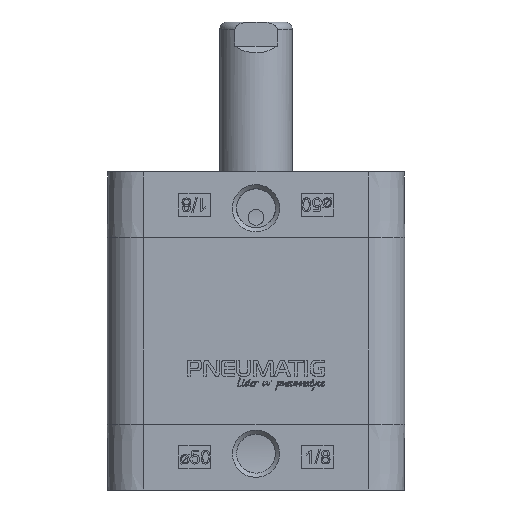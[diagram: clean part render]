
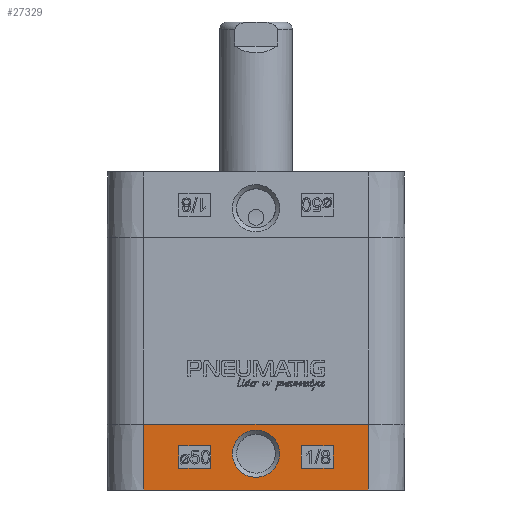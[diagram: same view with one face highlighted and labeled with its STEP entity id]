
A CAD part, left-side view. The second image highlights one B-rep face of the part: STEP entity #27329.
In plain terms, the highlighted planar face has unit normal (-1, 0, -0.009).
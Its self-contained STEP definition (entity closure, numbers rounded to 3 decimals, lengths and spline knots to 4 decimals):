
#972=FACE_BOUND($,#4635,.T.);
#973=FACE_BOUND($,#4636,.T.);
#974=FACE_BOUND($,#4637,.T.);
#1448=PLANE($,#28616);
#2922=FACE_OUTER_BOUND($,#4634,.T.);
#4634=EDGE_LOOP($,(#24721,#24722,#24723,#24724));
#4635=EDGE_LOOP($,(#24725,#24726,#24727,#24728));
#4636=EDGE_LOOP($,(#24729,#24730,#24731,#24732));
#4637=EDGE_LOOP($,(#24733));
#6407=LINE($,#53586,#8410);
#6498=LINE($,#53901,#8501);
#6669=LINE($,#55199,#8672);
#6671=LINE($,#55203,#8674);
#6673=LINE($,#55207,#8676);
#6675=LINE($,#55210,#8678);
#6677=LINE($,#55216,#8680);
#6679=LINE($,#55220,#8682);
#6681=LINE($,#55224,#8684);
#6683=LINE($,#55227,#8686);
#6685=LINE($,#55359,#8688);
#6686=LINE($,#55360,#8689);
#8410=VECTOR($,#32308,4.95);
#8501=VECTOR($,#32609,4.95);
#8672=VECTOR($,#32932,0.5);
#8674=VECTOR($,#32936,0.7);
#8676=VECTOR($,#32940,0.5);
#8678=VECTOR($,#32944,0.7);
#8680=VECTOR($,#32950,0.5);
#8682=VECTOR($,#32954,0.7);
#8684=VECTOR($,#32958,0.5);
#8686=VECTOR($,#32962,0.7);
#8688=VECTOR($,#32970,1.4501);
#8689=VECTOR($,#32971,1.4501);
#10303=B_SPLINE_CURVE_WITH_KNOTS($,3,(#55314,#55315,#55316,#55317,#55318,
#55319,#55320,#55321,#55322,#55323,#55324,#55325,#55326,#55327,#55328,#55329,
#55330,#55331,#55332,#55333,#55334,#55335,#55336,#55337,#55338,#55339,#55340,
#55341,#55342,#55343,#55344,#55345,#55346,#55347,#55348,#55349,#55350,#55351,
#55352,#55353,#55354,#55355,#55356),.UNSPECIFIED.,.T.,.F.,(4,3,3,3,3,3,
3,3,3,3,3,3,3,3,4),(0.,0.2329,0.4813,0.8309,
1.2398,1.4359,1.7545,1.9159,2.1598,
2.5394,2.9297,3.1203,3.4256,3.5849,
3.8177),.UNSPECIFIED.);
#12631=VERTEX_POINT($,#53583);
#12632=VERTEX_POINT($,#53585);
#12750=VERTEX_POINT($,#53898);
#12751=VERTEX_POINT($,#53900);
#12989=VERTEX_POINT($,#55196);
#12990=VERTEX_POINT($,#55198);
#12991=VERTEX_POINT($,#55202);
#12992=VERTEX_POINT($,#55206);
#12993=VERTEX_POINT($,#55213);
#12994=VERTEX_POINT($,#55215);
#12995=VERTEX_POINT($,#55219);
#12996=VERTEX_POINT($,#55223);
#12997=VERTEX_POINT($,#55269);
#16459=EDGE_CURVE($,#12632,#12631,#6407,.T.);
#16602=EDGE_CURVE($,#12751,#12750,#6498,.T.);
#16919=EDGE_CURVE($,#12990,#12989,#6669,.T.);
#16921=EDGE_CURVE($,#12991,#12990,#6671,.T.);
#16923=EDGE_CURVE($,#12992,#12991,#6673,.T.);
#16925=EDGE_CURVE($,#12989,#12992,#6675,.T.);
#16927=EDGE_CURVE($,#12994,#12993,#6677,.T.);
#16929=EDGE_CURVE($,#12995,#12994,#6679,.T.);
#16931=EDGE_CURVE($,#12996,#12995,#6681,.T.);
#16933=EDGE_CURVE($,#12993,#12996,#6683,.T.);
#16936=EDGE_CURVE($,#12997,#12997,#10303,.T.);
#16937=EDGE_CURVE($,#12751,#12631,#6685,.T.);
#16938=EDGE_CURVE($,#12750,#12632,#6686,.T.);
#24721=ORIENTED_EDGE($,*,*,#16459,.T.);
#24722=ORIENTED_EDGE($,*,*,#16937,.F.);
#24723=ORIENTED_EDGE($,*,*,#16602,.T.);
#24724=ORIENTED_EDGE($,*,*,#16938,.T.);
#24725=ORIENTED_EDGE($,*,*,#16919,.T.);
#24726=ORIENTED_EDGE($,*,*,#16925,.T.);
#24727=ORIENTED_EDGE($,*,*,#16923,.T.);
#24728=ORIENTED_EDGE($,*,*,#16921,.T.);
#24729=ORIENTED_EDGE($,*,*,#16927,.T.);
#24730=ORIENTED_EDGE($,*,*,#16933,.T.);
#24731=ORIENTED_EDGE($,*,*,#16931,.T.);
#24732=ORIENTED_EDGE($,*,*,#16929,.T.);
#24733=ORIENTED_EDGE($,*,*,#16936,.F.);
#27329=ADVANCED_FACE($,(#2922,#972,#973,#974),#1448,.T.);
#28616=AXIS2_PLACEMENT_3D($,#55358,#32968,#32969);
#32308=DIRECTION($,(0.,-1.,0.));
#32609=DIRECTION($,(0.,1.,0.));
#32932=DIRECTION($,(-0.009,0.,1.));
#32936=DIRECTION($,(0.,1.,0.));
#32940=DIRECTION($,(0.009,0.,-1.));
#32944=DIRECTION($,(0.,-1.,0.));
#32950=DIRECTION($,(-0.009,0.,1.));
#32954=DIRECTION($,(0.,1.,0.));
#32958=DIRECTION($,(0.009,0.,-1.));
#32962=DIRECTION($,(0.,-1.,0.));
#32968=DIRECTION('center_axis',(-1.,0.,-0.009));
#32969=DIRECTION('ref_axis',(-0.009,0.,
1.));
#32970=DIRECTION($,(0.009,0.,-1.));
#32971=DIRECTION($,(0.009,0.,-1.));
#53583=CARTESIAN_POINT('',(-3.2623,-2.475,-5.5));
#53585=CARTESIAN_POINT('',(-3.2623,2.475,-5.5));
#53586=CARTESIAN_POINT($,(-3.2623,2.475,-5.5));
#53898=CARTESIAN_POINT('',(-3.275,2.475,-4.05));
#53900=CARTESIAN_POINT('',(-3.275,-2.475,-4.05));
#53901=CARTESIAN_POINT($,(-3.275,-2.475,-4.05));
#55196=CARTESIAN_POINT('',(-3.2709,-1.,-4.525));
#55198=CARTESIAN_POINT('',(-3.2665,-1.,-5.025));
#55199=CARTESIAN_POINT($,(-3.2665,-1.,-5.025));
#55202=CARTESIAN_POINT('',(-3.2665,-1.7,-5.025));
#55203=CARTESIAN_POINT($,(-3.2665,-1.7,-5.025));
#55206=CARTESIAN_POINT('',(-3.2709,-1.7,-4.525));
#55207=CARTESIAN_POINT($,(-3.2709,-1.7,-4.525));
#55210=CARTESIAN_POINT($,(-3.2709,-1.,-4.525));
#55213=CARTESIAN_POINT('',(-3.2709,1.7,-4.525));
#55215=CARTESIAN_POINT('',(-3.2665,1.7,-5.025));
#55216=CARTESIAN_POINT($,(-3.2665,1.7,-5.025));
#55219=CARTESIAN_POINT('',(-3.2665,1.,-5.025));
#55220=CARTESIAN_POINT($,(-3.2665,1.,-5.025));
#55223=CARTESIAN_POINT('',(-3.2709,1.,-4.525));
#55224=CARTESIAN_POINT($,(-3.2709,1.,-4.525));
#55227=CARTESIAN_POINT($,(-3.2709,1.7,-4.525));
#55269=CARTESIAN_POINT('',(-3.2739,-0.0001,-4.1813));
#55314=CARTESIAN_POINT('Ctrl Pts',(-3.2648,-0.0003,
-5.2194));
#55315=CARTESIAN_POINT('Ctrl Pts',(-3.2648,-0.0779,
-5.2195));
#55316=CARTESIAN_POINT('Ctrl Pts',(-3.2649,-0.1577,
-5.2019));
#55317=CARTESIAN_POINT('Ctrl Pts',(-3.2652,-0.2256,
-5.1693));
#55318=CARTESIAN_POINT('Ctrl Pts',(-3.2655,-0.298,
-5.1344));
#55319=CARTESIAN_POINT('Ctrl Pts',(-3.2659,-0.3478,
-5.0908));
#55320=CARTESIAN_POINT('Ctrl Pts',(-3.2663,-0.3885,
-5.0445));
#55321=CARTESIAN_POINT('Ctrl Pts',(-3.2669,-0.4457,
-4.9792));
#55322=CARTESIAN_POINT('Ctrl Pts',(-3.2676,-0.4874,
-4.8995));
#55323=CARTESIAN_POINT('Ctrl Pts',(-3.2683,-0.5064,
-4.8164));
#55324=CARTESIAN_POINT('Ctrl Pts',(-3.2692,-0.5286,
-4.7192));
#55325=CARTESIAN_POINT('Ctrl Pts',(-3.2701,-0.5208,
-4.6133));
#55326=CARTESIAN_POINT('Ctrl Pts',(-3.2709,-0.4856,
-4.518));
#55327=CARTESIAN_POINT('Ctrl Pts',(-3.2713,-0.4688,
-4.4723));
#55328=CARTESIAN_POINT('Ctrl Pts',(-3.2717,-0.4442,
-4.424));
#55329=CARTESIAN_POINT('Ctrl Pts',(-3.2721,-0.4066,
-4.3768));
#55330=CARTESIAN_POINT('Ctrl Pts',(-3.2728,-0.3455,
-4.3001));
#55331=CARTESIAN_POINT('Ctrl Pts',(-3.2734,-0.2539,
-4.2371));
#55332=CARTESIAN_POINT('Ctrl Pts',(-3.2736,-0.1544,
-4.2056));
#55333=CARTESIAN_POINT('Ctrl Pts',(-3.2738,-0.104,
-4.1896));
#55334=CARTESIAN_POINT('Ctrl Pts',(-3.2739,-0.0512,
-4.1813));
#55335=CARTESIAN_POINT('Ctrl Pts',(-3.2739,-0.0001,
-4.1813));
#55336=CARTESIAN_POINT('Ctrl Pts',(-3.2739,0.0772,
-4.1813));
#55337=CARTESIAN_POINT('Ctrl Pts',(-3.2737,0.1393,
-4.198));
#55338=CARTESIAN_POINT('Ctrl Pts',(-3.2735,0.1923,-4.2194));
#55339=CARTESIAN_POINT('Ctrl Pts',(-3.2732,0.2748,
-4.2526));
#55340=CARTESIAN_POINT('Ctrl Pts',(-3.2728,0.349,
-4.3053));
#55341=CARTESIAN_POINT('Ctrl Pts',(-3.2721,0.4062,
-4.3769));
#55342=CARTESIAN_POINT('Ctrl Pts',(-3.2715,0.465,
-4.4506));
#55343=CARTESIAN_POINT('Ctrl Pts',(-3.2706,0.507,
-4.5508));
#55344=CARTESIAN_POINT('Ctrl Pts',(-3.2697,0.517,
-4.6541));
#55345=CARTESIAN_POINT('Ctrl Pts',(-3.2693,0.5219,
-4.7046));
#55346=CARTESIAN_POINT('Ctrl Pts',(-3.2688,0.5204,
-4.7577));
#55347=CARTESIAN_POINT('Ctrl Pts',(-3.2683,0.507,
-4.8164));
#55348=CARTESIAN_POINT('Ctrl Pts',(-3.2675,0.4856,
-4.9104));
#55349=CARTESIAN_POINT('Ctrl Pts',(-3.2667,0.4309,
-5.0066));
#55350=CARTESIAN_POINT('Ctrl Pts',(-3.266,0.3566,
-5.0774));
#55351=CARTESIAN_POINT('Ctrl Pts',(-3.2657,0.3179,
-5.1144));
#55352=CARTESIAN_POINT('Ctrl Pts',(-3.2654,0.2735,
-5.1455));
#55353=CARTESIAN_POINT('Ctrl Pts',(-3.2652,0.2254,
-5.1687));
#55354=CARTESIAN_POINT('Ctrl Pts',(-3.2649,0.155,
-5.2027));
#55355=CARTESIAN_POINT('Ctrl Pts',(-3.2648,0.0773,
-5.2193));
#55356=CARTESIAN_POINT('Ctrl Pts',(-3.2648,-0.0003,
-5.2194));
#55358=CARTESIAN_POINT('Origin',(-3.275,0.,-4.05));
#55359=CARTESIAN_POINT($,(-3.275,-2.475,-4.05));
#55360=CARTESIAN_POINT($,(-3.275,2.475,-4.05));
